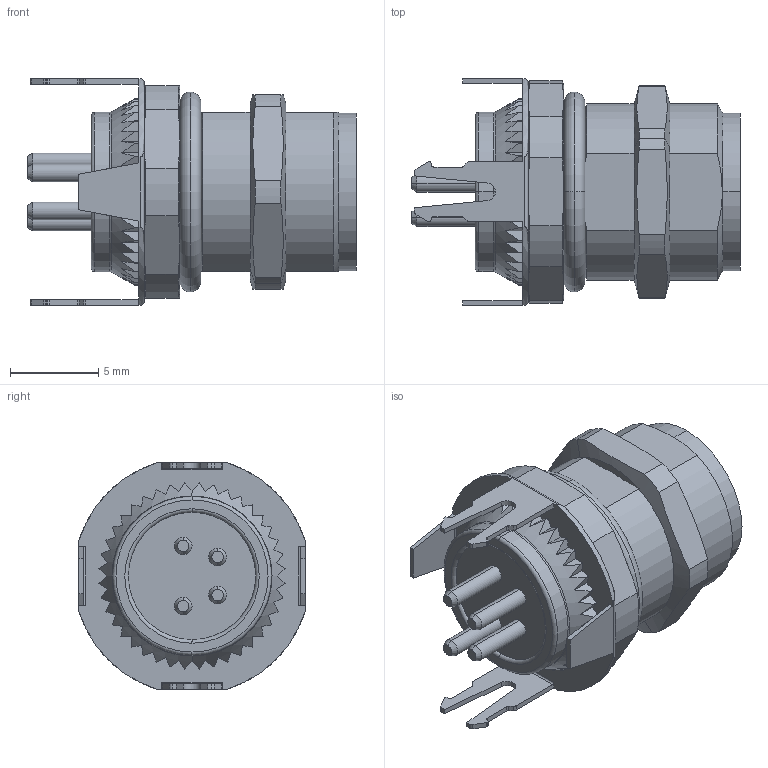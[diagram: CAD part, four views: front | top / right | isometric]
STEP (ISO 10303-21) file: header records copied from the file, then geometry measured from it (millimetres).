
FILE_DESCRIPTION(('STEP AP242'),'1');
FILE_NAME('86_6618_1120_00004.stp','2021-12-15T12:22:33',('TraceParts'),('TraceParts S.A.'),'Spatial InterOp 3D',' ',' ');
FILE_SCHEMA(('AP242_MANAGED_MODEL_BASED_3D_ENGINEERING_MIM_LF {1 0 10303 442 1 1 4}'));
Length unit declared in the file: millimetre
Products named in the file (1): 86_6618_1120_00004_1
Bounding box: 18.6 x 12.8 x 12.8 mm (x, y, z)
Volume: 1172.2 mm3; surface area: 1599 mm2
Topology: 4 solids, 4 shells, 369 faces, 1010 edges, 654 vertices
Faces by surface type: plane 157, cylinder 124, cone 52, torus 20, extrusion 8, bspline 8
Entity records: 12539 total; most frequent: CARTESIAN_POINT 3265, ORIENTED_EDGE 2004, DIRECTION 1876, EDGE_CURVE 1002, AXIS2_PLACEMENT_3D 693, VERTEX_POINT 654, VECTOR 490, LINE 482
